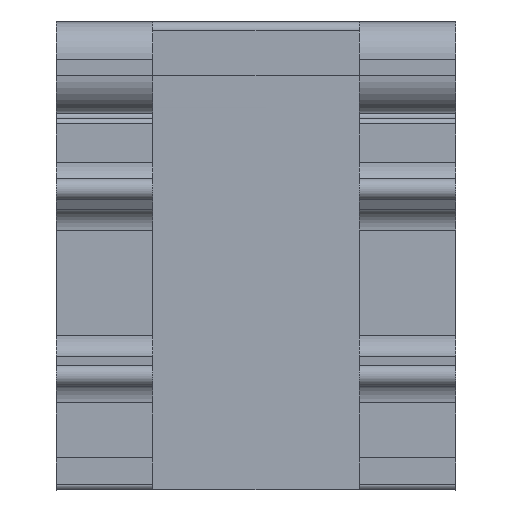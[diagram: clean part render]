
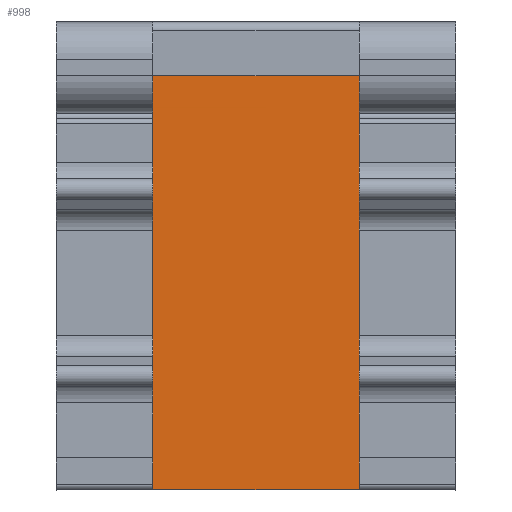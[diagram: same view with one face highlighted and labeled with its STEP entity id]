
A CAD part, front view. The second image highlights one B-rep face of the part: STEP entity #998.
In plain terms, the highlighted planar face has unit normal (0, -1, 0).
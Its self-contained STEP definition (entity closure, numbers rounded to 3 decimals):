
#924=AXIS2_PLACEMENT_3D('Circle Axis2P3D',#922,#923,$) ;
#946=AXIS2_PLACEMENT_3D('Plane Axis2P3D',#943,#944,#945) ;
#271=CARTESIAN_POINT('Vertex',(9.,15.,0.)) ;
#274=CARTESIAN_POINT('Line Origine',(9.,15.,17.838)) ;
#278=CARTESIAN_POINT('Vertex',(9.,15.,35.676)) ;
#922=CARTESIAN_POINT('Axis2P3D Location',(9.,14.,35.7)) ;
#926=CARTESIAN_POINT('Vertex',(9.,15.,35.724)) ;
#943=CARTESIAN_POINT('Axis2P3D Location',(9.,15.,0.)) ;
#948=CARTESIAN_POINT('Line Origine',(18.65,15.,0.)) ;
#952=CARTESIAN_POINT('Vertex',(28.3,15.,0.)) ;
#955=CARTESIAN_POINT('Line Origine',(28.3,15.,17.838)) ;
#959=CARTESIAN_POINT('Vertex',(28.3,15.,35.676)) ;
#962=CARTESIAN_POINT('Line Origine',(28.3,15.,35.7)) ;
#966=CARTESIAN_POINT('Vertex',(28.3,15.,35.724)) ;
#969=CARTESIAN_POINT('Line Origine',(28.3,15.,37.212)) ;
#973=CARTESIAN_POINT('Vertex',(28.3,15.,38.7)) ;
#976=CARTESIAN_POINT('Line Origine',(18.65,15.,38.7)) ;
#980=CARTESIAN_POINT('Vertex',(9.,15.,38.7)) ;
#983=CARTESIAN_POINT('Line Origine',(9.,15.,37.212)) ;
#275=DIRECTION('Vector Direction',(0.,0.,1.)) ;
#923=DIRECTION('Axis2P3D Direction',(-1.,0.,0.)) ;
#944=DIRECTION('Axis2P3D Direction',(0.,-1.,0.)) ;
#945=DIRECTION('Axis2P3D XDirection',(1.,0.,0.)) ;
#949=DIRECTION('Vector Direction',(1.,0.,0.)) ;
#956=DIRECTION('Vector Direction',(0.,0.,1.)) ;
#963=DIRECTION('Vector Direction',(0.,0.,1.)) ;
#970=DIRECTION('Vector Direction',(0.,0.,1.)) ;
#977=DIRECTION('Vector Direction',(-1.,0.,0.)) ;
#984=DIRECTION('Vector Direction',(0.,0.,1.)) ;
#276=VECTOR('Line Direction',#275,1.) ;
#950=VECTOR('Line Direction',#949,1.) ;
#957=VECTOR('Line Direction',#956,1.) ;
#964=VECTOR('Line Direction',#963,1.) ;
#971=VECTOR('Line Direction',#970,1.) ;
#978=VECTOR('Line Direction',#977,1.) ;
#985=VECTOR('Line Direction',#984,1.) ;
#989=ORIENTED_EDGE('',*,*,#928,.F.) ;
#990=ORIENTED_EDGE('',*,*,#280,.F.) ;
#991=ORIENTED_EDGE('',*,*,#954,.T.) ;
#992=ORIENTED_EDGE('',*,*,#961,.T.) ;
#993=ORIENTED_EDGE('',*,*,#968,.T.) ;
#994=ORIENTED_EDGE('',*,*,#975,.T.) ;
#995=ORIENTED_EDGE('',*,*,#982,.T.) ;
#996=ORIENTED_EDGE('',*,*,#987,.F.) ;
#998=ADVANCED_FACE('Hauptkoerper',(#997),#947,.T.) ;
#925=CIRCLE('generated circle',#924,1.) ;
#280=EDGE_CURVE('',#272,#279,#277,.T.) ;
#928=EDGE_CURVE('',#279,#927,#925,.F.) ;
#954=EDGE_CURVE('',#272,#953,#951,.T.) ;
#961=EDGE_CURVE('',#953,#960,#958,.T.) ;
#968=EDGE_CURVE('',#960,#967,#965,.T.) ;
#975=EDGE_CURVE('',#967,#974,#972,.T.) ;
#982=EDGE_CURVE('',#974,#981,#979,.T.) ;
#987=EDGE_CURVE('',#927,#981,#986,.T.) ;
#988=EDGE_LOOP('',(#989,#990,#991,#992,#993,#994,#995,#996)) ;
#997=FACE_OUTER_BOUND('',#988,.T.) ;
#277=LINE('Line',#274,#276) ;
#951=LINE('Line',#948,#950) ;
#958=LINE('Line',#955,#957) ;
#965=LINE('Line',#962,#964) ;
#972=LINE('Line',#969,#971) ;
#979=LINE('Line',#976,#978) ;
#986=LINE('Line',#983,#985) ;
#947=PLANE('',#946) ;
#272=VERTEX_POINT('',#271) ;
#279=VERTEX_POINT('',#278) ;
#927=VERTEX_POINT('',#926) ;
#953=VERTEX_POINT('',#952) ;
#960=VERTEX_POINT('',#959) ;
#967=VERTEX_POINT('',#966) ;
#974=VERTEX_POINT('',#973) ;
#981=VERTEX_POINT('',#980) ;
